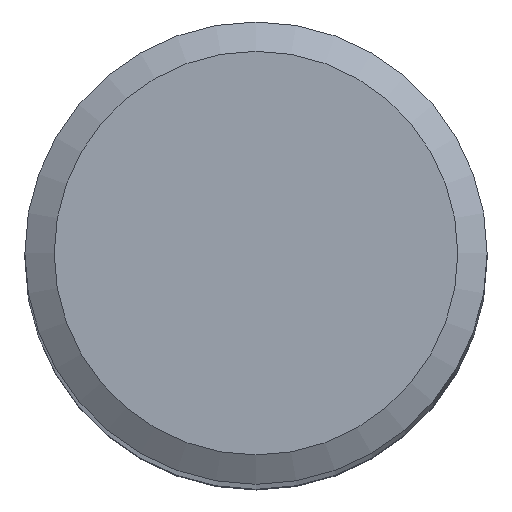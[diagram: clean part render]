
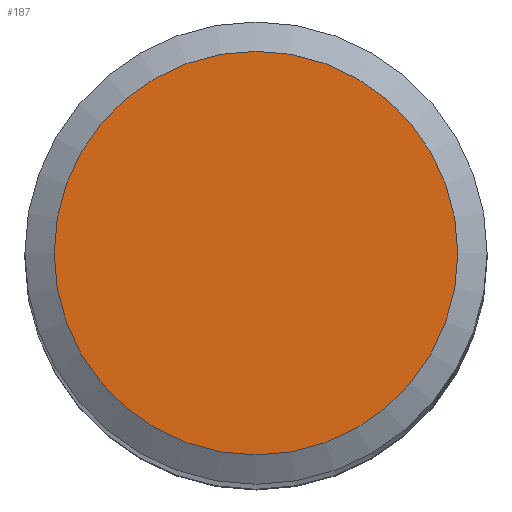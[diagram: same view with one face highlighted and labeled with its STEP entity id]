
A CAD part, top view. The second image highlights one B-rep face of the part: STEP entity #187.
In plain terms, the highlighted face is planar.
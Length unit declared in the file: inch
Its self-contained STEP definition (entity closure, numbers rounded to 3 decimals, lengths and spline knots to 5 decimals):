
#17 = DIRECTION ( 'NONE',  ( 0., 0., 1. ) ) ;
#144 = CIRCLE ( 'NONE', #1384, 0.1375 ) ;
#187 = ADVANCED_FACE ( 'NONE', ( #1153 ), #956, .F. ) ;
#294 = ORIENTED_EDGE ( 'NONE', *, *, #921, .F. ) ;
#307 = EDGE_LOOP ( 'NONE', ( #294 ) ) ;
#513 = CARTESIAN_POINT ( 'NONE',  ( 0.57793, 0.40758, 1.86908 ) ) ;
#524 = DIRECTION ( 'NONE',  ( 0., 0., 1. ) ) ;
#642 = CARTESIAN_POINT ( 'NONE',  ( 0.57793, 0.40758, 1.73158 ) ) ;
#661 = VERTEX_POINT ( 'NONE', #513 ) ;
#738 = DIRECTION ( 'NONE',  ( 0., 1., 0. ) ) ;
#921 = EDGE_CURVE ( 'NONE', #661, #661, #144, .T. ) ;
#956 = PLANE ( 'NONE',  #1180 ) ;
#979 = DIRECTION ( 'NONE',  ( 0., 1., 0. ) ) ;
#980 = CARTESIAN_POINT ( 'NONE',  ( 0.57793, 0.40758, 1.73158 ) ) ;
#1153 = FACE_OUTER_BOUND ( 'NONE', #307, .T. ) ;
#1180 = AXIS2_PLACEMENT_3D ( 'NONE', #642, #979, #17 ) ;
#1384 = AXIS2_PLACEMENT_3D ( 'NONE', #980, #738, #524 ) ;
